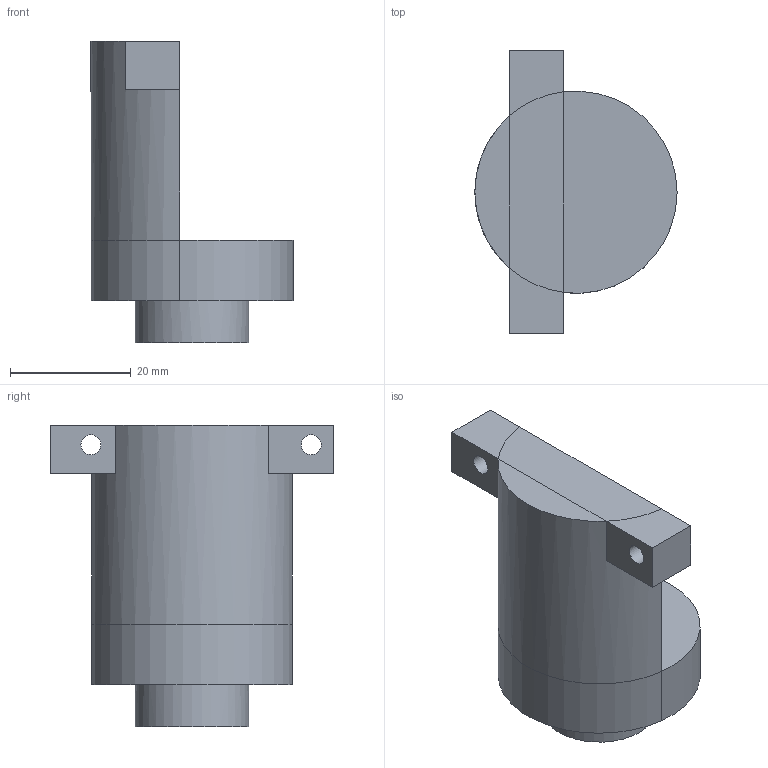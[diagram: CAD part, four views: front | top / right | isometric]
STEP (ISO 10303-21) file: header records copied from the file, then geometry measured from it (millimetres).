
FILE_DESCRIPTION(('FreeCAD Model'),'2;1');
FILE_NAME('Open CASCADE Shape Model','2023-08-04T16:51:26',('Author'),( ''),'Open CASCADE STEP processor 7.6','FreeCAD','Unknown');
FILE_SCHEMA(('AUTOMOTIVE_DESIGN { 1 0 10303 214 1 1 1 1 }'));
Length unit declared in the file: millimetre
Products named in the file (1): Quak_XL30_PCBHolder02
Bounding box: 33.5 x 47 x 50 mm (x, y, z)
Volume: 24139.9 mm3; surface area: 6650.5 mm2
Topology: 1 solids, 1 shells, 22 faces, 50 edges, 30 vertices
Faces by surface type: plane 15, cylinder 7
Full cylindrical faces by diameter (mm): 3.3 x2, 18.8 x1
Entity records: 1286 total; most frequent: CARTESIAN_POINT 264, DIRECTION 184, ORIENTED_EDGE 100, PCURVE 100, DEFINITIONAL_REPRESENTATION 100, LINE 86, VECTOR 86, EDGE_CURVE 50
